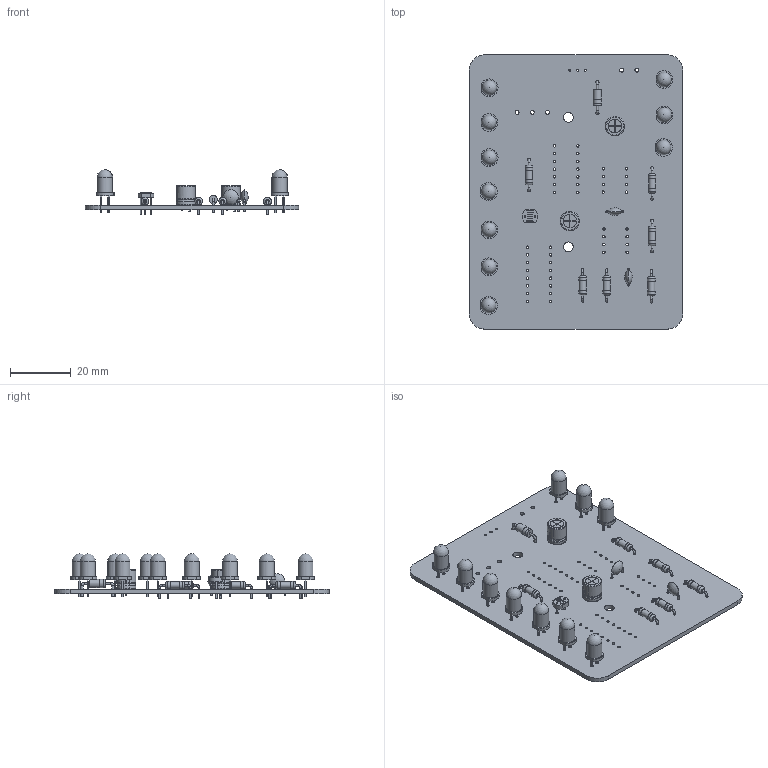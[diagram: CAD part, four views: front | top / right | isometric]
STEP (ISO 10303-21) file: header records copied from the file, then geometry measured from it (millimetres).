
FILE_DESCRIPTION(('KiCad electronic assembly'),'2;1');
FILE_NAME('g05-ruleta.step','2025-06-27T12:37:46',('Pcbnew'),('Kicad'), 'Open CASCADE STEP processor 7.8','KiCad to STEP converter','Unknown' );
FILE_SCHEMA(('AUTOMOTIVE_DESIGN { 1 0 10303 214 1 1 1 1 }'));
Length unit declared in the file: millimetre
Products named in the file (8): g05-ruleta 1; LED_D5.0mm; R_Axial_DIN0207_L6.3mm_D2.5mm_P10.16mm_Horizontal; R_LDR_5.1x4.3mm_P3.4mm_Vertical; CP_Radial_D6.3mm_P2.50mm; C_Disc_D5.0mm_W2.5mm_P5.00mm; D_DO-41_SOD81_P10.16mm_Horizontal; g05-ruleta_PCB
Assembly tree (23 placements, depth 2):
  g05-ruleta 1
    LED_D5.0mm  x10
    R_Axial_DIN0207_L6.3mm_D2.5mm_P10.16mm_Horizontal  x6
    R_LDR_5.1x4.3mm_P3.4mm_Vertical
    CP_Radial_D6.3mm_P2.50mm  x2
    C_Disc_D5.0mm_W2.5mm_P5.00mm  x2
    D_DO-41_SOD81_P10.16mm_Horizontal
    g05-ruleta_PCB
Bounding box: 70 x 90 x 14.6 mm (x, y, z)
Volume: 11604.2 mm3; surface area: 16365.4 mm2
Topology: 24 solids, 26 shells, 555 faces, 1267 edges, 818 vertices
Faces by surface type: plane 278, cylinder 213, torus 30, sphere 14, revolution 12, bspline 8
Full cylindrical faces by diameter (mm): 0.5 x16, 0.6 x24, 0.7 x3, 0.8 x72, 0.9 x20, 1.1 x2, 1.3 x5, 2.25 x6, 2.5 x12, 2.7 x2, 2.72 x1, 3.2 x2, 4.9 x10
Entity records: 10725 total; most frequent: CARTESIAN_POINT 2176, DIRECTION 1563, ORIENTED_EDGE 1364, EDGE_CURVE 682, AXIS2_PLACEMENT_3D 607, FACE_BOUND 488, EDGE_LOOP 488, VERTEX_POINT 448
